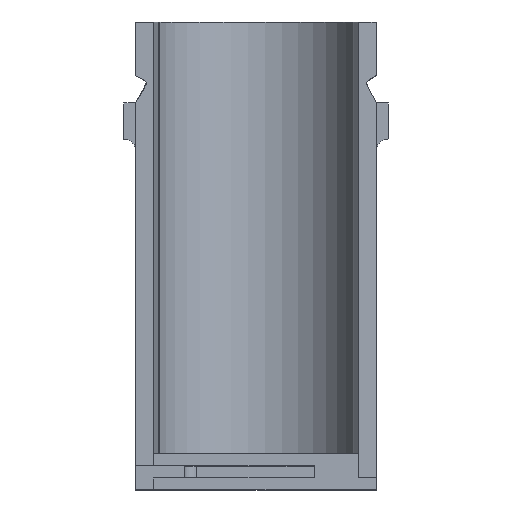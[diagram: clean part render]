
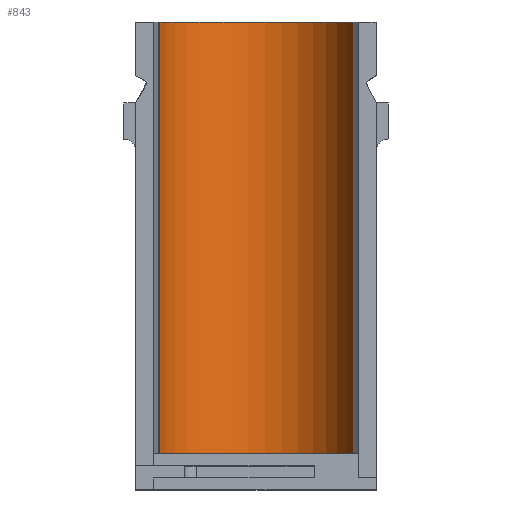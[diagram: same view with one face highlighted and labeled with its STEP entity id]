
A CAD part, left-side view. The second image highlights one B-rep face of the part: STEP entity #843.
In plain terms, the highlighted cylindrical face has radius 8.4 mm (diameter 16.8 mm), a partial arc.
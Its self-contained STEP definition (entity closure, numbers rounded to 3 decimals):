
#30=CYLINDRICAL_SURFACE('',#917,8.4);
#52=FACE_OUTER_BOUND('',#97,.T.);
#97=EDGE_LOOP('',(#640,#641,#642,#643));
#168=LINE('',#1301,#264);
#169=LINE('',#1305,#265);
#264=VECTOR('',#1061,10.);
#265=VECTOR('',#1066,10.);
#329=CIRCLE('',#912,8.4);
#332=CIRCLE('',#918,8.4);
#378=VERTEX_POINT('',#1286);
#379=VERTEX_POINT('',#1288);
#383=VERTEX_POINT('',#1300);
#384=VERTEX_POINT('',#1304);
#475=EDGE_CURVE('',#379,#378,#329,.T.);
#481=EDGE_CURVE('',#379,#383,#168,.T.);
#483=EDGE_CURVE('',#384,#378,#169,.T.);
#484=EDGE_CURVE('',#383,#384,#332,.T.);
#640=ORIENTED_EDGE('',*,*,#475,.T.);
#641=ORIENTED_EDGE('',*,*,#483,.F.);
#642=ORIENTED_EDGE('',*,*,#484,.F.);
#643=ORIENTED_EDGE('',*,*,#481,.F.);
#843=ADVANCED_FACE('',(#52),#30,.F.);
#912=AXIS2_PLACEMENT_3D('',#1289,#1049,#1050);
#917=AXIS2_PLACEMENT_3D('',#1303,#1064,#1065);
#918=AXIS2_PLACEMENT_3D('',#1306,#1067,#1068);
#1049=DIRECTION('center_axis',(0.,0.,
-1.));
#1050=DIRECTION('ref_axis',(1.,0.,0.));
#1061=DIRECTION('',(0.,0.,1.));
#1064=DIRECTION('center_axis',(0.,0.,-1.));
#1065=DIRECTION('ref_axis',(1.,0.,0.));
#1066=DIRECTION('',(0.,0.,-1.));
#1067=DIRECTION('center_axis',(0.,0.,-1.));
#1068=DIRECTION('ref_axis',(1.,0.,0.));
#1286=CARTESIAN_POINT('',(-16.073,-8.216,-37.5));
#1288=CARTESIAN_POINT('',(-16.046,8.217,-37.5));
#1289=CARTESIAN_POINT('Origin',(-14.314,-0.002,
-37.5));
#1300=CARTESIAN_POINT('',(-16.046,8.217,-1.5));
#1301=CARTESIAN_POINT('',(-16.046,8.217,-1.5));
#1303=CARTESIAN_POINT('Origin',(-14.314,-0.002,
-1.5));
#1304=CARTESIAN_POINT('',(-16.073,-8.216,-1.5));
#1305=CARTESIAN_POINT('',(-16.073,-8.216,-1.5));
#1306=CARTESIAN_POINT('Origin',(-14.314,-0.002,
-1.5));
